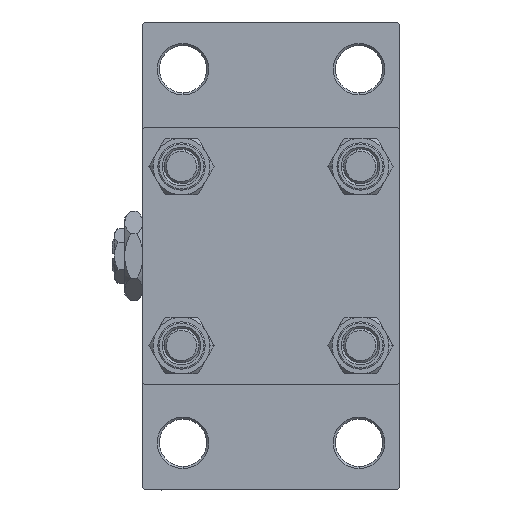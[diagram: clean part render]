
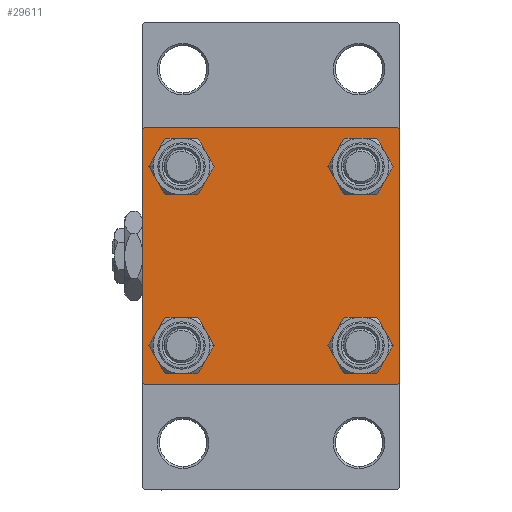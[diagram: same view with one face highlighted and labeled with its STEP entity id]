
A CAD part, left-side view. The second image highlights one B-rep face of the part: STEP entity #29611.
In plain terms, the highlighted planar face has unit normal (-1, 0, 0).
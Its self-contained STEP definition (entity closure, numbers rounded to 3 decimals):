
#334 = VERTEX_POINT ( 'NONE', #8819 ) ;
#362 = DIRECTION ( 'NONE',  ( 1., 0., 0. ) ) ;
#463 = VERTEX_POINT ( 'NONE', #33421 ) ;
#526 = VERTEX_POINT ( 'NONE', #36948 ) ;
#879 = VECTOR ( 'NONE', #38319, 1000. ) ;
#1945 = ORIENTED_EDGE ( 'NONE', *, *, #36474, .T. ) ;
#1970 = VERTEX_POINT ( 'NONE', #9749 ) ;
#2038 = DIRECTION ( 'NONE',  ( 0., 0., -1. ) ) ;
#2225 = DIRECTION ( 'NONE',  ( 1., 0., 0. ) ) ;
#2516 = ORIENTED_EDGE ( 'NONE', *, *, #40716, .T. ) ;
#2908 = DIRECTION ( 'NONE',  ( 1., 0., 0. ) ) ;
#2925 = CARTESIAN_POINT ( 'NONE',  ( 0., 20.85, 16.35 ) ) ;
#3300 = FACE_BOUND ( 'NONE', #45757, .T. ) ;
#3445 = ORIENTED_EDGE ( 'NONE', *, *, #17771, .T. ) ;
#3493 = VERTEX_POINT ( 'NONE', #31578 ) ;
#3649 = CARTESIAN_POINT ( 'NONE',  ( 0., 20.85, -20.85 ) ) ;
#3699 = DIRECTION ( 'NONE',  ( 0., 0., 1. ) ) ;
#3740 = EDGE_CURVE ( 'NONE', #463, #37976, #45920, .T. ) ;
#3791 = FACE_BOUND ( 'NONE', #12596, .T. ) ;
#3837 = CARTESIAN_POINT ( 'NONE',  ( 0., 20.85, 25.35 ) ) ;
#5124 = AXIS2_PLACEMENT_3D ( 'NONE', #33218, #29192, #11094 ) ;
#5971 = CIRCLE ( 'NONE', #45359, 4.5 ) ;
#6793 = CARTESIAN_POINT ( 'NONE',  ( 0., 30., -29.5 ) ) ;
#7095 = DIRECTION ( 'NONE',  ( 0., 0., -1. ) ) ;
#7474 = DIRECTION ( 'NONE',  ( 1., 0., 0. ) ) ;
#7975 = CARTESIAN_POINT ( 'NONE',  ( 0., 29.5, 30. ) ) ;
#8819 = CARTESIAN_POINT ( 'NONE',  ( 0., 20.85, -25.35 ) ) ;
#9005 = EDGE_CURVE ( 'NONE', #21232, #35976, #11638, .T. ) ;
#9302 = VECTOR ( 'NONE', #25472, 1000. ) ;
#9451 = CIRCLE ( 'NONE', #20650, 4.5 ) ;
#9749 = CARTESIAN_POINT ( 'NONE',  ( 0., -20.85, -25.35 ) ) ;
#9761 = CARTESIAN_POINT ( 'NONE',  ( 0., -20.85, -20.85 ) ) ;
#10263 = EDGE_CURVE ( 'NONE', #1970, #43459, #28989, .T. ) ;
#10674 = VERTEX_POINT ( 'NONE', #44462 ) ;
#10733 = CARTESIAN_POINT ( 'NONE',  ( 0., 20.85, -20.85 ) ) ;
#10856 = AXIS2_PLACEMENT_3D ( 'NONE', #3649, #2908, #49177 ) ;
#11069 = DIRECTION ( 'NONE',  ( 0., 0.707, 0.707 ) ) ;
#11094 = DIRECTION ( 'NONE',  ( 0., 0., 1. ) ) ;
#11274 = DIRECTION ( 'NONE',  ( 0., 0., 1. ) ) ;
#11529 = CIRCLE ( 'NONE', #5124, 4.5 ) ;
#11638 = LINE ( 'NONE', #38067, #879 ) ;
#12116 = CARTESIAN_POINT ( 'NONE',  ( 0., 29.75, 29.75 ) ) ;
#12596 = EDGE_LOOP ( 'NONE', ( #19041, #15521 ) ) ;
#12604 = EDGE_LOOP ( 'NONE', ( #2516, #14770 ) ) ;
#12921 = CARTESIAN_POINT ( 'NONE',  ( 0., -20.85, -16.35 ) ) ;
#14264 = CARTESIAN_POINT ( 'NONE',  ( 0., -20.85, 25.35 ) ) ;
#14351 = FACE_OUTER_BOUND ( 'NONE', #47239, .T. ) ;
#14504 = VERTEX_POINT ( 'NONE', #19400 ) ;
#14616 = LINE ( 'NONE', #29456, #15514 ) ;
#14770 = ORIENTED_EDGE ( 'NONE', *, *, #20507, .T. ) ;
#14827 = CARTESIAN_POINT ( 'NONE',  ( 0., -29.75, 29.75 ) ) ;
#15118 = CARTESIAN_POINT ( 'NONE',  ( 0., -20.85, -20.85 ) ) ;
#15288 = CARTESIAN_POINT ( 'NONE',  ( 0., -20.85, 20.85 ) ) ;
#15514 = VECTOR ( 'NONE', #7095, 1000. ) ;
#15521 = ORIENTED_EDGE ( 'NONE', *, *, #3740, .T. ) ;
#15539 = EDGE_CURVE ( 'NONE', #29226, #33440, #11529, .T. ) ;
#15861 = VECTOR ( 'NONE', #34349, 1000. ) ;
#16153 = CARTESIAN_POINT ( 'NONE',  ( 0., -30., -29.5 ) ) ;
#16378 = DIRECTION ( 'NONE',  ( 0., 0.707, -0.707 ) ) ;
#17009 = CIRCLE ( 'NONE', #44361, 4.5 ) ;
#17172 = CARTESIAN_POINT ( 'NONE',  ( 0., 29.75, -29.75 ) ) ;
#17771 = EDGE_CURVE ( 'NONE', #33440, #29226, #40589, .T. ) ;
#18533 = ORIENTED_EDGE ( 'NONE', *, *, #33058, .T. ) ;
#19041 = ORIENTED_EDGE ( 'NONE', *, *, #27125, .T. ) ;
#19097 = DIRECTION ( 'NONE',  ( -1., 0., 0. ) ) ;
#19136 = EDGE_CURVE ( 'NONE', #23803, #38967, #29671, .T. ) ;
#19143 = AXIS2_PLACEMENT_3D ( 'NONE', #33959, #19097, #29689 ) ;
#19400 = CARTESIAN_POINT ( 'NONE',  ( 0., -29.5, -30. ) ) ;
#20109 = ORIENTED_EDGE ( 'NONE', *, *, #34318, .T. ) ;
#20304 = ORIENTED_EDGE ( 'NONE', *, *, #10263, .T. ) ;
#20507 = EDGE_CURVE ( 'NONE', #334, #526, #5971, .T. ) ;
#20516 = VECTOR ( 'NONE', #2038, 1000. ) ;
#20650 = AXIS2_PLACEMENT_3D ( 'NONE', #15288, #45742, #11274 ) ;
#21232 = VERTEX_POINT ( 'NONE', #7975 ) ;
#21911 = ORIENTED_EDGE ( 'NONE', *, *, #32994, .T. ) ;
#23288 = EDGE_CURVE ( 'NONE', #37651, #10674, #44121, .T. ) ;
#23803 = VERTEX_POINT ( 'NONE', #35692 ) ;
#25307 = CIRCLE ( 'NONE', #10856, 4.5 ) ;
#25398 = EDGE_CURVE ( 'NONE', #21232, #3493, #43074, .T. ) ;
#25472 = DIRECTION ( 'NONE',  ( 0., -0.707, -0.707 ) ) ;
#25750 = DIRECTION ( 'NONE',  ( 0., 0., 1. ) ) ;
#25909 = FACE_BOUND ( 'NONE', #12604, .T. ) ;
#26152 = LINE ( 'NONE', #46034, #45196 ) ;
#26782 = LINE ( 'NONE', #46915, #15861 ) ;
#27125 = EDGE_CURVE ( 'NONE', #37976, #463, #9451, .T. ) ;
#27438 = EDGE_CURVE ( 'NONE', #10674, #14504, #26782, .T. ) ;
#27696 = AXIS2_PLACEMENT_3D ( 'NONE', #28774, #45147, #25750 ) ;
#28668 = CARTESIAN_POINT ( 'NONE',  ( 0., -30., 30. ) ) ;
#28774 = CARTESIAN_POINT ( 'NONE',  ( 0., 20.85, 20.85 ) ) ;
#28989 = CIRCLE ( 'NONE', #36263, 4.5 ) ;
#29018 = AXIS2_PLACEMENT_3D ( 'NONE', #39340, #362, #31027 ) ;
#29192 = DIRECTION ( 'NONE',  ( 1., 0., 0. ) ) ;
#29226 = VERTEX_POINT ( 'NONE', #2925 ) ;
#29456 = CARTESIAN_POINT ( 'NONE',  ( 0., 30., 30. ) ) ;
#29611 = ADVANCED_FACE ( 'NONE', ( #3791, #49572, #25909, #3300, #14351 ), #30430, .T. ) ;
#29671 = LINE ( 'NONE', #28668, #20516 ) ;
#29689 = DIRECTION ( 'NONE',  ( 0., 0., 1. ) ) ;
#30430 = PLANE ( 'NONE',  #19143 ) ;
#30454 = DIRECTION ( 'NONE',  ( 1., 0., 0. ) ) ;
#31027 = DIRECTION ( 'NONE',  ( 0., 0., 1. ) ) ;
#31578 = CARTESIAN_POINT ( 'NONE',  ( 0., 30., 29.5 ) ) ;
#32603 = ORIENTED_EDGE ( 'NONE', *, *, #9005, .F. ) ;
#32994 = EDGE_CURVE ( 'NONE', #23803, #35976, #37737, .T. ) ;
#33058 = EDGE_CURVE ( 'NONE', #43459, #1970, #17009, .T. ) ;
#33218 = CARTESIAN_POINT ( 'NONE',  ( 0., 20.85, 20.85 ) ) ;
#33421 = CARTESIAN_POINT ( 'NONE',  ( 0., -20.85, 16.35 ) ) ;
#33440 = VERTEX_POINT ( 'NONE', #3837 ) ;
#33959 = CARTESIAN_POINT ( 'NONE',  ( 0., 0., 0. ) ) ;
#34318 = EDGE_CURVE ( 'NONE', #14504, #38967, #26152, .T. ) ;
#34349 = DIRECTION ( 'NONE',  ( 0., -1., 0. ) ) ;
#34737 = ORIENTED_EDGE ( 'NONE', *, *, #19136, .F. ) ;
#35692 = CARTESIAN_POINT ( 'NONE',  ( 0., -30., 29.5 ) ) ;
#35976 = VERTEX_POINT ( 'NONE', #38807 ) ;
#36263 = AXIS2_PLACEMENT_3D ( 'NONE', #15118, #30454, #42049 ) ;
#36297 = VECTOR ( 'NONE', #11069, 1000. ) ;
#36474 = EDGE_CURVE ( 'NONE', #3493, #37651, #14616, .T. ) ;
#36948 = CARTESIAN_POINT ( 'NONE',  ( 0., 20.85, -16.35 ) ) ;
#37017 = ORIENTED_EDGE ( 'NONE', *, *, #15539, .T. ) ;
#37651 = VERTEX_POINT ( 'NONE', #6793 ) ;
#37737 = LINE ( 'NONE', #14827, #36297 ) ;
#37976 = VERTEX_POINT ( 'NONE', #14264 ) ;
#38067 = CARTESIAN_POINT ( 'NONE',  ( 0., 30., 30. ) ) ;
#38319 = DIRECTION ( 'NONE',  ( 0., -1., 0. ) ) ;
#38807 = CARTESIAN_POINT ( 'NONE',  ( 0., -29.5, 30. ) ) ;
#38967 = VERTEX_POINT ( 'NONE', #16153 ) ;
#39340 = CARTESIAN_POINT ( 'NONE',  ( 0., -20.85, 20.85 ) ) ;
#40563 = EDGE_LOOP ( 'NONE', ( #18533, #20304 ) ) ;
#40589 = CIRCLE ( 'NONE', #27696, 4.5 ) ;
#40716 = EDGE_CURVE ( 'NONE', #526, #334, #25307, .T. ) ;
#42049 = DIRECTION ( 'NONE',  ( 0., 0., 1. ) ) ;
#43074 = LINE ( 'NONE', #12116, #46333 ) ;
#43459 = VERTEX_POINT ( 'NONE', #12921 ) ;
#43984 = DIRECTION ( 'NONE',  ( 0., 0., 1. ) ) ;
#44008 = ORIENTED_EDGE ( 'NONE', *, *, #25398, .T. ) ;
#44121 = LINE ( 'NONE', #17172, #9302 ) ;
#44361 = AXIS2_PLACEMENT_3D ( 'NONE', #9761, #2225, #43984 ) ;
#44462 = CARTESIAN_POINT ( 'NONE',  ( 0., 29.5, -30. ) ) ;
#45147 = DIRECTION ( 'NONE',  ( 1., 0., 0. ) ) ;
#45196 = VECTOR ( 'NONE', #45545, 1000. ) ;
#45359 = AXIS2_PLACEMENT_3D ( 'NONE', #10733, #7474, #3699 ) ;
#45545 = DIRECTION ( 'NONE',  ( 0., -0.707, 0.707 ) ) ;
#45742 = DIRECTION ( 'NONE',  ( 1., 0., 0. ) ) ;
#45757 = EDGE_LOOP ( 'NONE', ( #3445, #37017 ) ) ;
#45920 = CIRCLE ( 'NONE', #29018, 4.5 ) ;
#46009 = ORIENTED_EDGE ( 'NONE', *, *, #23288, .T. ) ;
#46034 = CARTESIAN_POINT ( 'NONE',  ( 0., -29.75, -29.75 ) ) ;
#46333 = VECTOR ( 'NONE', #16378, 1000. ) ;
#46915 = CARTESIAN_POINT ( 'NONE',  ( 0., 30., -30. ) ) ;
#47239 = EDGE_LOOP ( 'NONE', ( #1945, #46009, #48061, #20109, #34737, #21911, #32603, #44008 ) ) ;
#48061 = ORIENTED_EDGE ( 'NONE', *, *, #27438, .T. ) ;
#49177 = DIRECTION ( 'NONE',  ( 0., 0., 1. ) ) ;
#49572 = FACE_BOUND ( 'NONE', #40563, .T. ) ;
